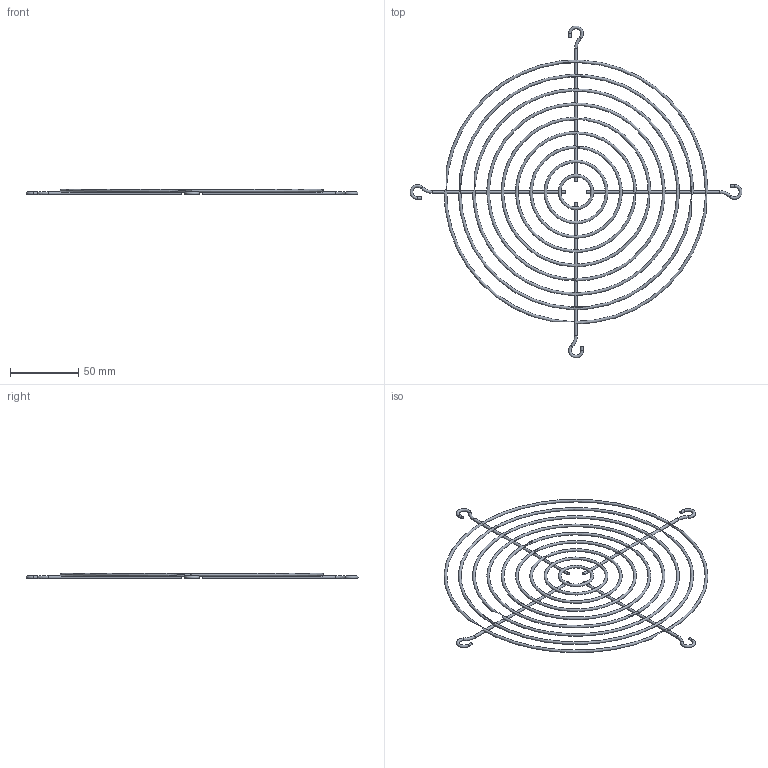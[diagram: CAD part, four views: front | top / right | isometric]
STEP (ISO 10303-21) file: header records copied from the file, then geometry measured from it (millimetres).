
FILE_DESCRIPTION (( 'STEP AP203' ), '1' );
FILE_NAME ('5RE0115_F761_RETE PREMENTE_DIC160.STEP', '2022-03-01T13:27:21', ( '' ), ( '' ), 'SwSTEP 2.0', 'SolidWorks 2018', '' );
FILE_SCHEMA (( 'CONFIG_CONTROL_DESIGN' ));
Length unit declared in the file: millimetre
Products named in the file (1): 5RE0115_F761_RETE PREMENTE_DIC160
Bounding box: 244 x 244 x 3.95 mm (x, y, z)
Volume: 11186.8 mm3; surface area: 22376.9 mm2
Topology: 1 solids, 1 shells, 33 faces, 198 edges, 137 vertices
Faces by surface type: torus 17, cylinder 8, plane 8
Full cylindrical faces by diameter (mm): 2 x8
Entity records: 1571 total; most frequent: CARTESIAN_POINT 758, ORIENTED_EDGE 112, EDGE_LOOP 112, DIRECTION 108, FACE_BOUND 72, EDGE_CURVE 56, VERTEX_POINT 56, AXIS2_PLACEMENT_3D 54
